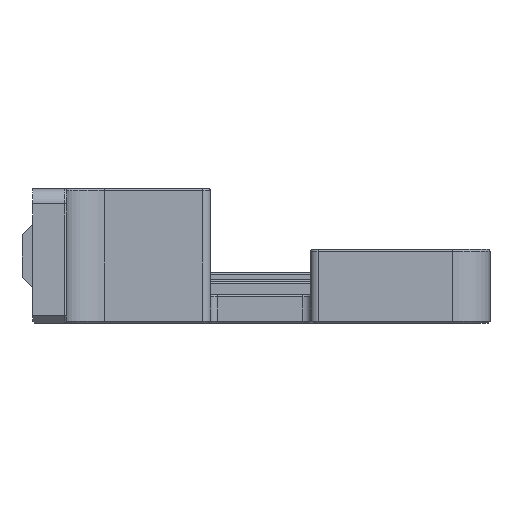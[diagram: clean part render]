
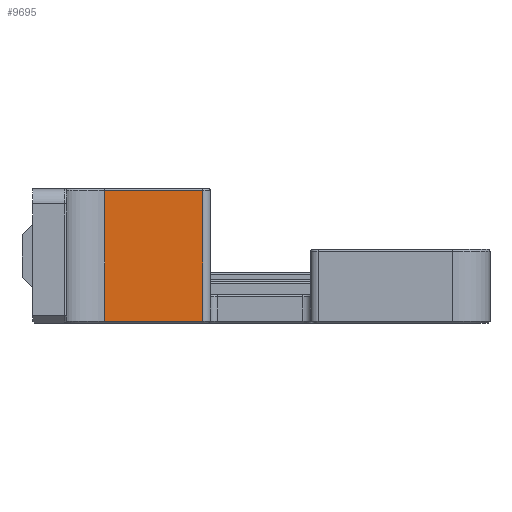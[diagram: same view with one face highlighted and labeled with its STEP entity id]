
A CAD part, left-side view. The second image highlights one B-rep face of the part: STEP entity #9695.
In plain terms, the highlighted planar face has unit normal (-1, 0, 0).
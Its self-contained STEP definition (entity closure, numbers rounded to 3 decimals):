
#723=LINE('',#15928,#1490);
#781=LINE('',#16195,#1548);
#793=LINE('',#16225,#1560);
#794=LINE('',#16227,#1561);
#1490=VECTOR('',#12282,10.);
#1548=VECTOR('',#12548,10.);
#1560=VECTOR('',#12592,10.);
#1561=VECTOR('',#12595,10.);
#2074=PLANE('',#10590);
#2403=FACE_OUTER_BOUND('',#3058,.T.);
#3058=EDGE_LOOP('',(#7535,#7536,#7537,#7538));
#4564=VERTEX_POINT('',#15922);
#4565=VERTEX_POINT('',#15926);
#4637=VERTEX_POINT('',#16189);
#4638=VERTEX_POINT('',#16193);
#5542=EDGE_CURVE('',#4565,#4564,#723,.T.);
#5662=EDGE_CURVE('',#4638,#4637,#781,.T.);
#5678=EDGE_CURVE('',#4637,#4565,#793,.T.);
#5679=EDGE_CURVE('',#4564,#4638,#794,.T.);
#7535=ORIENTED_EDGE('',*,*,#5542,.F.);
#7536=ORIENTED_EDGE('',*,*,#5678,.F.);
#7537=ORIENTED_EDGE('',*,*,#5662,.F.);
#7538=ORIENTED_EDGE('',*,*,#5679,.F.);
#9695=ADVANCED_FACE('',(#2403),#2074,.T.);
#10590=AXIS2_PLACEMENT_3D('',#16226,#12593,#12594);
#12282=DIRECTION('',(0.,-1.,0.));
#12548=DIRECTION('',(0.,1.,0.));
#12592=DIRECTION('',(0.,0.,1.));
#12593=DIRECTION('center_axis',(-1.,0.,0.));
#12594=DIRECTION('ref_axis',(0.,-1.,0.));
#12595=DIRECTION('',(0.,0.,-1.));
#15922=CARTESIAN_POINT('',(-5.7,-23.85,-38.59));
#15926=CARTESIAN_POINT('',(-5.7,-10.9,-38.59));
#15928=CARTESIAN_POINT('',(-5.7,-9.763,-38.59));
#16189=CARTESIAN_POINT('',(-5.7,-10.9,-55.85));
#16193=CARTESIAN_POINT('',(-5.7,-23.85,-55.85));
#16195=CARTESIAN_POINT('',(-5.7,-19.,-55.85));
#16225=CARTESIAN_POINT('',(-5.7,-10.9,-51.163));
#16226=CARTESIAN_POINT('Origin',(-5.7,-6.4,-55.1));
#16227=CARTESIAN_POINT('',(-5.7,-23.85,-50.725));
